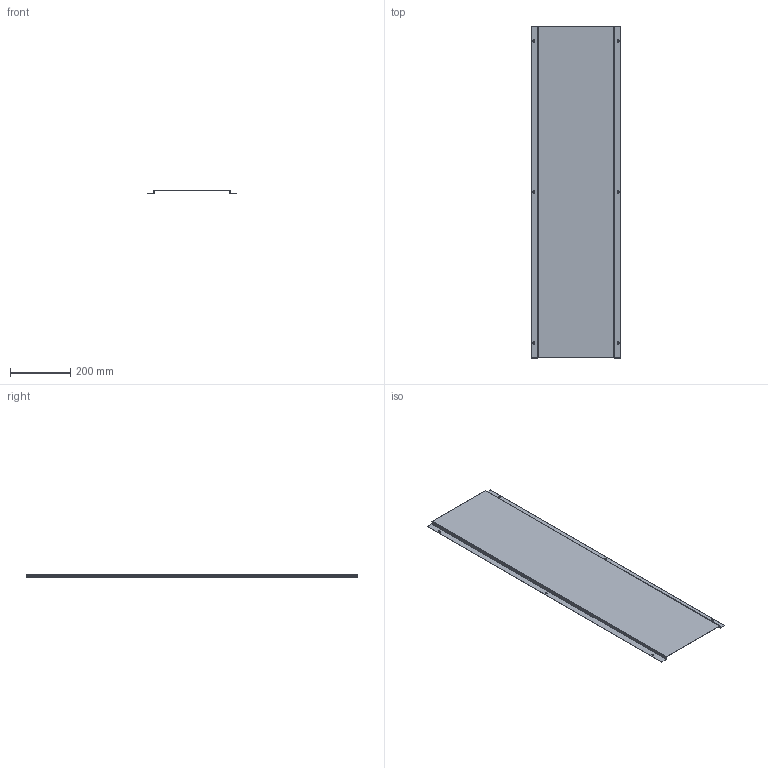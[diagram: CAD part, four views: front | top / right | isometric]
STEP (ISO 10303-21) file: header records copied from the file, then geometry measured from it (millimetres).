
FILE_DESCRIPTION (( 'STEP AP203' ), '1' );
FILE_NAME ('Êðûøêà äëÿ êîðîáà âåðõíåãî äëÿ ÊÑÑ-ÊÝÒ (1100õ300õ10) EKF Basic.STEP', '2021-07-13T08:37:15', ( '' ), ( '' ), 'SwSTEP 2.0', 'SolidWorks 2021', '' );
FILE_SCHEMA (( 'CONFIG_CONTROL_DESIGN' ));
Length unit declared in the file: millimetre
Products named in the file (1): Êðûøêà äëÿ êîðîáà âåðõíåãî äëÿ ÊÑÑ-ÊÝÒ (1100õ300õ10) EKF Basic
Bounding box: 296 x 1100 x 10 mm (x, y, z)
Volume: 240311.9 mm3; surface area: 688673.8 mm2
Topology: 1 solids, 1 shells, 62 faces, 148 edges, 88 vertices
Faces by surface type: plane 42, cylinder 20
Entity records: 1857 total; most frequent: DIRECTION 314, CARTESIAN_POINT 299, ORIENTED_EDGE 296, EDGE_CURVE 148, LINE 108, VECTOR 108, AXIS2_PLACEMENT_3D 103, VERTEX_POINT 88
